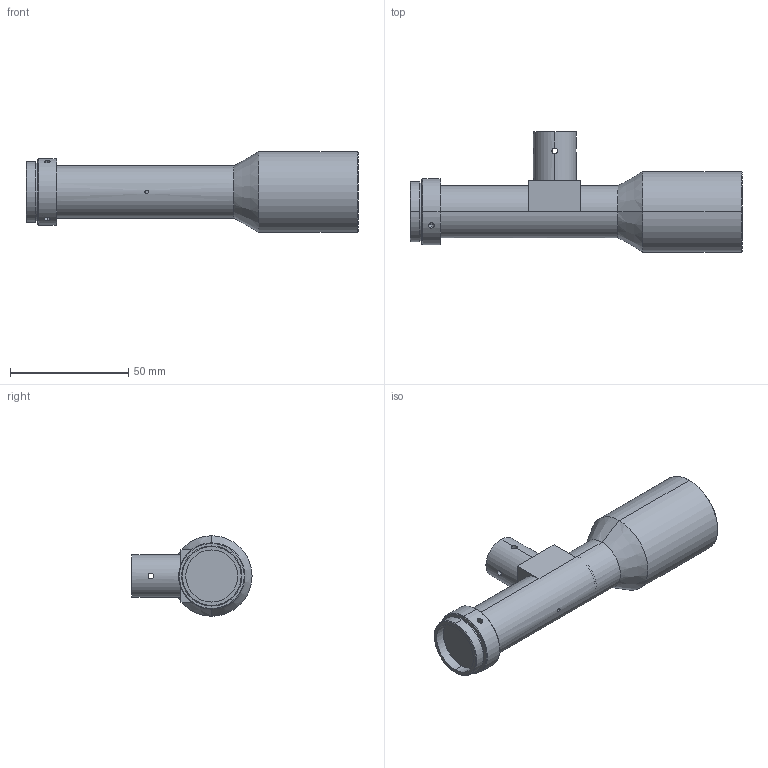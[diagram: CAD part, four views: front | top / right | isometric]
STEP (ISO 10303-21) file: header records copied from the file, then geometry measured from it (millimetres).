
FILE_DESCRIPTION (( 'STEP AP203' ), '1' );
FILE_NAME ('WWH05-110CT.STEP', '2019-12-03T02:57:48', ( 'Windows 蚚誧' ), ( '' ), 'SwSTEP 2.0', 'SolidWorks 2017', '' );
FILE_SCHEMA (( 'CONFIG_CONTROL_DESIGN' ));
Length unit declared in the file: millimetre
Products named in the file (1): WWH05-110CT
Bounding box: 140.16 x 50.7 x 34 mm (x, y, z)
Volume: 83629.9 mm3; surface area: 17510.2 mm2
Topology: 4 solids, 4 shells, 143 faces, 335 edges, 216 vertices
Faces by surface type: cylinder 82, cone 32, plane 29
Entity records: 4972 total; most frequent: CARTESIAN_POINT 1576, DIRECTION 699, ORIENTED_EDGE 670, EDGE_CURVE 335, AXIS2_PLACEMENT_3D 289, VERTEX_POINT 216, EDGE_LOOP 179, CIRCLE 145
